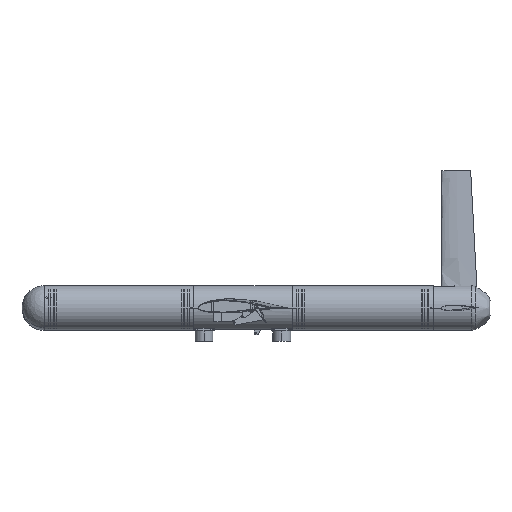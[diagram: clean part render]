
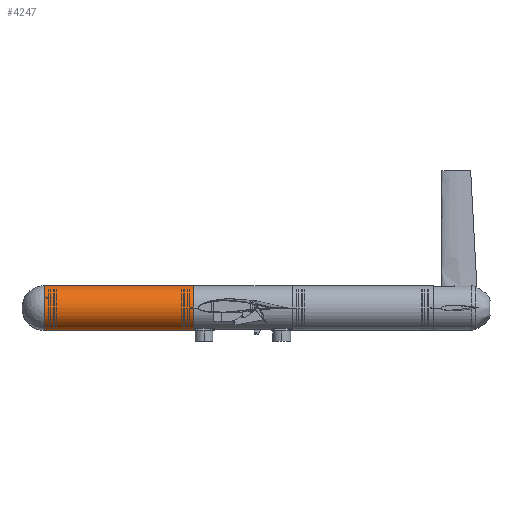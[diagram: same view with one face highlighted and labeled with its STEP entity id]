
A CAD part, front view. The second image highlights one B-rep face of the part: STEP entity #4247.
In plain terms, the highlighted cylindrical face has radius 31.75 mm (diameter 63.5 mm), a partial arc.
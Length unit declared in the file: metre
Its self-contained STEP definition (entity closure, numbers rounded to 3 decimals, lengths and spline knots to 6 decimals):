
#1174 = CARTESIAN_POINT ( 'NONE',  ( 0., 0., 0.03175 ) ) ;
#3053 = DIRECTION ( 'NONE',  ( -1., 0., 0. ) ) ;
#3787 = EDGE_LOOP ( 'NONE', ( #21013, #31174, #18217, #17147 ) ) ;
#4247 = ADVANCED_FACE ( 'NONE', ( #23508 ), #16230, .T. ) ;
#7591 = EDGE_CURVE ( 'NONE', #40564, #34355, #7991, .T. ) ;
#7991 = LINE ( 'NONE', #1174, #13472 ) ;
#11547 = LINE ( 'NONE', #25393, #35077 ) ;
#13472 = VECTOR ( 'NONE', #42761, 1. ) ;
#15333 = CIRCLE ( 'NONE', #27691, 0.03175 ) ;
#16173 = DIRECTION ( 'NONE',  ( 0., 0., 1. ) ) ;
#16230 = CYLINDRICAL_SURFACE ( 'NONE', #42313, 0.03175 ) ;
#16373 = VERTEX_POINT ( 'NONE', #41315 ) ;
#17147 = ORIENTED_EDGE ( 'NONE', *, *, #35255, .F. ) ;
#18217 = ORIENTED_EDGE ( 'NONE', *, *, #7591, .T. ) ;
#18629 = CIRCLE ( 'NONE', #34615, 0.03175 ) ;
#21013 = ORIENTED_EDGE ( 'NONE', *, *, #41788, .F. ) ;
#23508 = FACE_OUTER_BOUND ( 'NONE', #3787, .T. ) ;
#24933 = DIRECTION ( 'NONE',  ( -1., 0., 0. ) ) ;
#25393 = CARTESIAN_POINT ( 'NONE',  ( 0., 0., -0.03175 ) ) ;
#26000 = EDGE_CURVE ( 'NONE', #40564, #33892, #18629, .T. ) ;
#26629 = CARTESIAN_POINT ( 'NONE',  ( 0.03175, 0., 0. ) ) ;
#27691 = AXIS2_PLACEMENT_3D ( 'NONE', #26629, #40068, #16173 ) ;
#28743 = CARTESIAN_POINT ( 'NONE',  ( 0.03175, 0., 0.03175 ) ) ;
#31174 = ORIENTED_EDGE ( 'NONE', *, *, #26000, .F. ) ;
#32036 = CARTESIAN_POINT ( 'NONE',  ( 0.24365, 0., 0.03175 ) ) ;
#33892 = VERTEX_POINT ( 'NONE', #41336 ) ;
#34355 = VERTEX_POINT ( 'NONE', #28743 ) ;
#34615 = AXIS2_PLACEMENT_3D ( 'NONE', #37412, #40389, #44231 ) ;
#35020 = CARTESIAN_POINT ( 'NONE',  ( 0., 0., 0. ) ) ;
#35077 = VECTOR ( 'NONE', #24933, 1. ) ;
#35255 = EDGE_CURVE ( 'NONE', #16373, #34355, #15333, .T. ) ;
#37412 = CARTESIAN_POINT ( 'NONE',  ( 0.24365, 0., 0. ) ) ;
#40068 = DIRECTION ( 'NONE',  ( -1., 0., 0. ) ) ;
#40389 = DIRECTION ( 'NONE',  ( 1., 0., 0. ) ) ;
#40564 = VERTEX_POINT ( 'NONE', #32036 ) ;
#41315 = CARTESIAN_POINT ( 'NONE',  ( 0.03175, 0., -0.03175 ) ) ;
#41336 = CARTESIAN_POINT ( 'NONE',  ( 0.24365, 0., -0.03175 ) ) ;
#41788 = EDGE_CURVE ( 'NONE', #33892, #16373, #11547, .T. ) ;
#42313 = AXIS2_PLACEMENT_3D ( 'NONE', #35020, #3053, #44201 ) ;
#42761 = DIRECTION ( 'NONE',  ( -1., 0., 0. ) ) ;
#44201 = DIRECTION ( 'NONE',  ( 0., 0., 1. ) ) ;
#44231 = DIRECTION ( 'NONE',  ( 0., 0., 1. ) ) ;
